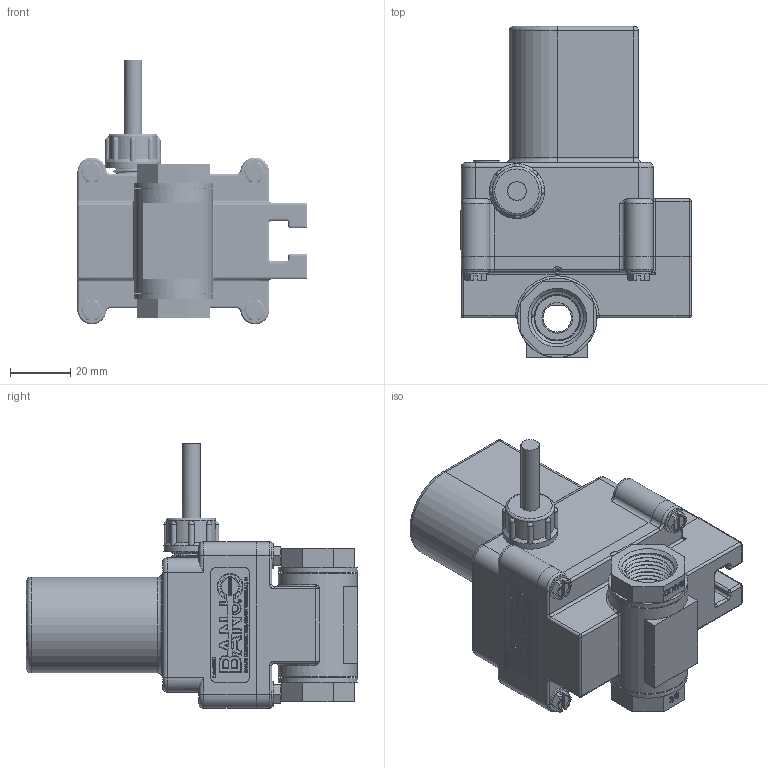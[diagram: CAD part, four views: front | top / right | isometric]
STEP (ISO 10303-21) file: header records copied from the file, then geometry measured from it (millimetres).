
FILE_DESCRIPTION(/* description */ ('3/8" LEV ON/OFF 3-WIRE 12VDC, EPDM'),/* implementation_level */ '2;1');
FILE_NAME(/* name */ 'LEV038.stp',/* time_stamp */ '2023-04-20T15:04:33-04:00',/* author */ ('Aaron'),/* organization */ (''),/* preprocessor_version */ 'ST-DEVELOPER v18.1',/* originating_system */ 'Autodesk Inventor 2022',/* authorisation */ '');
FILE_SCHEMA (('AUTOMOTIVE_DESIGN { 1 0 10303 214 3 1 1 }'));
Length unit declared in the file: inch
Products named in the file (27): LEV038; LEV038X; LEV03254D; LEV03255PE; LV03258T1; LV03256A1; LV03256A; LEV3000; LEV3000KIT; LEV03102; LEV05151D; M22P0231YSGT1; LEV117; MVE002A; MVE005; LEV03104; LEV3000ASM; LEV108E; wire_3_LEV; LEV108F; M2x5; TCST5250; VE15220; 12717; 12724; A035; 050DECAL
Assembly tree (37 placements, depth 4):
  LEV038
    LEV038X
      LEV03254D
      LEV03255PE
      LV03258T1  x2
      LV03256A1  x2
        LV03256A
      12724  x2
    LEV3000
      LEV3000KIT
        LEV03102
        LEV05151D
        M22P0231YSGT1
        LEV117
        MVE002A
        MVE005
        LEV03104
      LEV3000ASM
        LEV108E
        wire_3_LEV
        LEV108F
        M2x5  x4
        TCST5250  x2
    VE15220  x4
    12717
    12724
    A035
    050DECAL
Bounding box: 76.48 x 109.66 x 87.68 mm (x, y, z)
Volume: 135662.2 mm3; surface area: 89730.3 mm2
Topology: 32 solids, 32 shells, 3207 faces, 8219 edges, 5209 vertices
Faces by surface type: plane 1506, cylinder 681, bspline 531, torus 213, cone 208, sphere 68
Full cylindrical faces by diameter (mm): 0.9 x8, 1.168 x2, 1.2 x4, 1.4 x2, 1.48 x44, 1.575 x4, 1.587 x2, 1.778 x4, 2 x44, 2.4 x4, 2.794 x4, 3.505 x48, 3.962 x1, 4 x4, 4.064 x4, 4.318 x1, 6.096 x2, 6.172 x1, 6.35 x1, 6.782 x1, 7.188 x1, 7.62 x1, 7.874 x1, 7.976 x1, 8.077 x1, 8.331 x4, 9.525 x1, 10.16 x2, 10.668 x1, 10.693 x2
Entity records: 91012 total; most frequent: CARTESIAN_POINT 29295, ORIENTED_EDGE 12976, DIRECTION 11336, EDGE_CURVE 6488, VERTEX_POINT 4152, LINE 3918, VECTOR 3918, AXIS2_PLACEMENT_3D 3709
